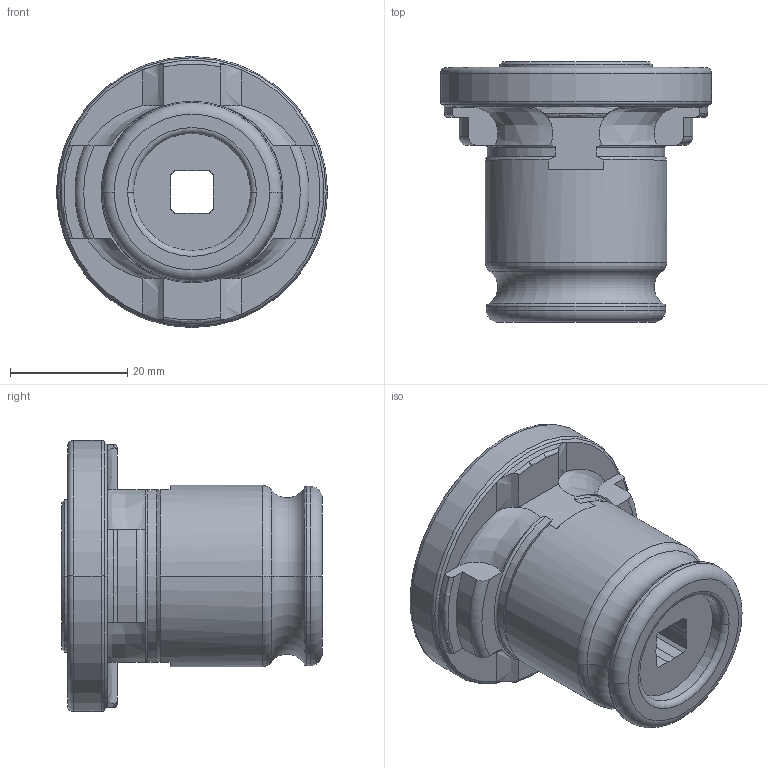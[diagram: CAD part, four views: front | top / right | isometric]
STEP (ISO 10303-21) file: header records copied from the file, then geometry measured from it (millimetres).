
FILE_DESCRIPTION((''),'2;1');
FILE_NAME('31-12_STP_4142_SW0001','2019-02-19T',('046'),(''),'CREO PARAMETRIC BY PTC INC, 2016260','CREO PARAMETRIC BY PTC INC, 2016260','');
FILE_SCHEMA(('CONFIG_CONTROL_DESIGN'));
Length unit declared in the file: millimetre
Products named in the file (1): 31-12_STP_4142_SW0001
Bounding box: 46.3 x 44.5 x 46.3 mm (x, y, z)
Volume: 31005.6 mm3; surface area: 11707.4 mm2
Topology: 1 solids, 1 shells, 136 faces, 334 edges, 200 vertices
Faces by surface type: plane 38, cylinder 32, torus 30, cone 20, bspline 8, sphere 8
Entity records: 4608 total; most frequent: CARTESIAN_POINT 1432, DIRECTION 668, ORIENTED_EDGE 652, EDGE_CURVE 326, AXIS2_PLACEMENT_3D 274, VERTEX_POINT 200, EDGE_LOOP 146, CIRCLE 146
